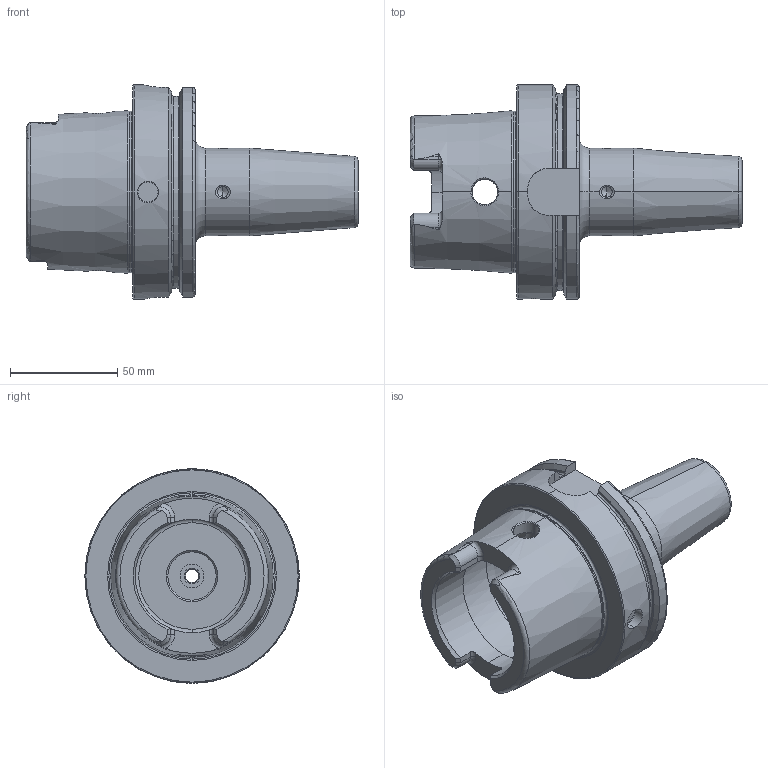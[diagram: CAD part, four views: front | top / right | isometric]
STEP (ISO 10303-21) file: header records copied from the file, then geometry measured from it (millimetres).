
FILE_DESCRIPTION (( 'STEP AP203' ), '1' );
FILE_NAME ('HA0.S20.K01.105.STEP', '2018-08-27T06:41:46', ( 'SWIAdmin' ), ( 'Hewlett-Packard Company' ), 'SwSTEP 2.0', 'SolidWorks 2017', '' );
FILE_SCHEMA (( 'CONFIG_CONTROL_DESIGN' ));
Length unit declared in the file: millimetre
Products named in the file (3): HA0-S20.K01.105_B_Fertigbearbeitung; ERU-AN5.K01.020_A; HA0.S20.K01.105
Assembly tree (2 placements, depth 2):
  HA0.S20.K01.105
    HA0-S20.K01.105_B_Fertigbearbeitung
    ERU-AN5.K01.020_A
Bounding box: 154.9 x 100 x 100 mm (x, y, z)
Volume: 324017 mm3; surface area: 63914.1 mm2
Topology: 2 solids, 2 shells, 240 faces, 606 edges, 365 vertices
Faces by surface type: plane 74, cylinder 64, cone 57, torus 41, bspline 4
Entity records: 8909 total; most frequent: CARTESIAN_POINT 3002, ORIENTED_EDGE 1196, DIRECTION 1172, EDGE_CURVE 598, AXIS2_PLACEMENT_3D 469, VERTEX_POINT 365, EDGE_LOOP 251, ADVANCED_FACE 240
